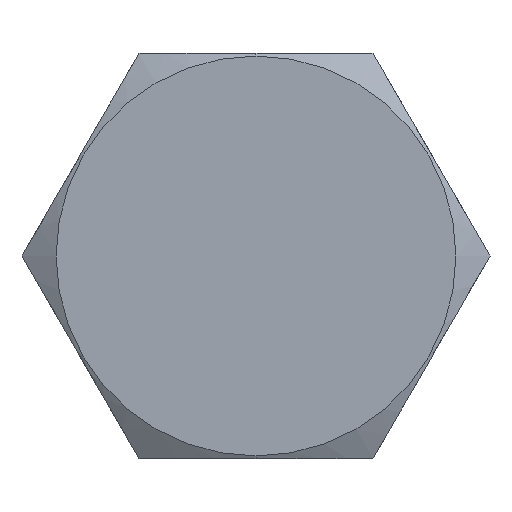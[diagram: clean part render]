
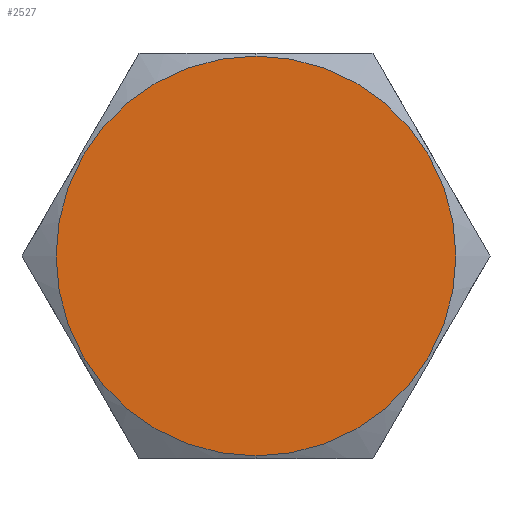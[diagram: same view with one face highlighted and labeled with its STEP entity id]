
A CAD part, left-side view. The second image highlights one B-rep face of the part: STEP entity #2527.
In plain terms, the highlighted planar face has unit normal (-1, 0, 0).
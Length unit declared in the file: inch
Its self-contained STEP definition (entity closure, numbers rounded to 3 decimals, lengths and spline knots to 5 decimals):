
#61 = VERTEX_POINT ( 'NONE', #3731 ) ;
#242 = CARTESIAN_POINT ( 'NONE',  ( -0.6325, 0., 0. ) ) ;
#681 = DIRECTION ( 'NONE',  ( -1., 0., 0. ) ) ;
#2207 = DIRECTION ( 'NONE',  ( 0., 0., -1. ) ) ;
#2527 = ADVANCED_FACE ( 'NONE', ( #4126 ), #2916, .F. ) ;
#2916 = PLANE ( 'NONE',  #8369 ) ;
#3285 = DIRECTION ( 'NONE',  ( -1., 0., 0. ) ) ;
#3601 = AXIS2_PLACEMENT_3D ( 'NONE', #242, #3285, #8599 ) ;
#3675 = ORIENTED_EDGE ( 'NONE', *, *, #3926, .T. ) ;
#3703 = CARTESIAN_POINT ( 'NONE',  ( -0.6325, 0., -0.37 ) ) ;
#3731 = CARTESIAN_POINT ( 'NONE',  ( -0.6325, 0., 0.37 ) ) ;
#3926 = EDGE_CURVE ( 'NONE', #5086, #61, #7711, .T. ) ;
#4126 = FACE_OUTER_BOUND ( 'NONE', #6286, .T. ) ;
#4456 = CIRCLE ( 'NONE', #9414, 0.37 ) ;
#5086 = VERTEX_POINT ( 'NONE', #3703 ) ;
#5250 = DIRECTION ( 'NONE',  ( 0., 0., 1. ) ) ;
#6035 = CARTESIAN_POINT ( 'NONE',  ( -0.6325, 0.37, 0. ) ) ;
#6286 = EDGE_LOOP ( 'NONE', ( #3675, #9852 ) ) ;
#6813 = DIRECTION ( 'NONE',  ( 1., 0., 0. ) ) ;
#7577 = CARTESIAN_POINT ( 'NONE',  ( -0.6325, 0., 0. ) ) ;
#7711 = CIRCLE ( 'NONE', #3601, 0.37 ) ;
#8369 = AXIS2_PLACEMENT_3D ( 'NONE', #6035, #6813, #2207 ) ;
#8599 = DIRECTION ( 'NONE',  ( 0., 0., 1. ) ) ;
#9414 = AXIS2_PLACEMENT_3D ( 'NONE', #7577, #681, #5250 ) ;
#9701 = EDGE_CURVE ( 'NONE', #61, #5086, #4456, .T. ) ;
#9852 = ORIENTED_EDGE ( 'NONE', *, *, #9701, .T. ) ;
